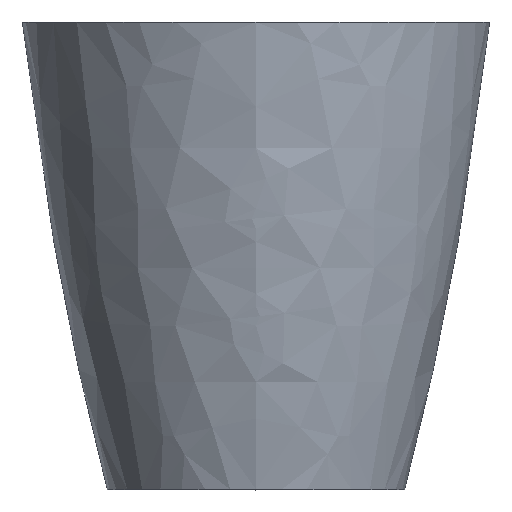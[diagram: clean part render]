
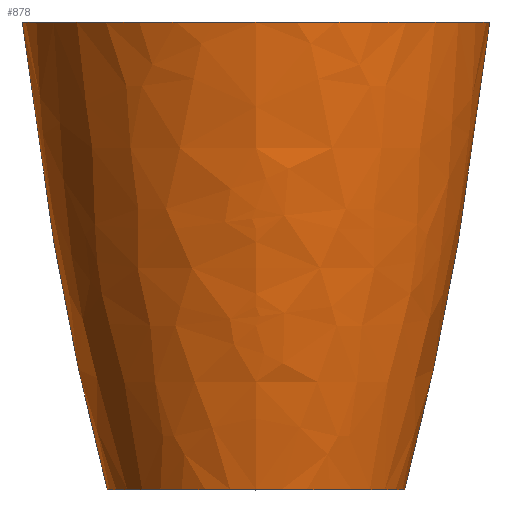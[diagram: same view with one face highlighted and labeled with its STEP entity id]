
A CAD part, top view. The second image highlights one B-rep face of the part: STEP entity #878.
In plain terms, the highlighted free-form (B-spline) face has degree [2, 3] with [3, 4] control points.
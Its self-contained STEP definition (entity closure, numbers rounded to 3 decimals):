
#49 = CARTESIAN_POINT ( 'NONE',  ( 0., -440., 0. ) ) ;
#418 = CARTESIAN_POINT ( 'NONE',  ( -220., 0., 0. ) ) ;
#427 = CARTESIAN_POINT ( 'NONE',  ( -140., -440., 0. ) ) ;
#878 = ADVANCED_FACE ( 'NONE', ( #8966 ), #2246, .F. ) ;
#995 = ORIENTED_EDGE ( 'NONE', *, *, #2403, .T. ) ;
#1106 = CARTESIAN_POINT ( 'NONE',  ( 191.867, -243.198, 383.734 ) ) ;
#1165 = CARTESIAN_POINT ( 'NONE',  ( 220., 0., 0. ) ) ;
#1193 = AXIS2_PLACEMENT_3D ( 'NONE', #49, #5977, #7687 ) ;
#1212 = VERTEX_POINT ( 'NONE', #10322 ) ;
#2246 =( BOUNDED_SURFACE ( )  B_SPLINE_SURFACE ( 2, 3, ( 
 ( #1165, #4746, #2879, #418 ),
 ( #8908, #1106, #6402, #7363 ),
 ( #9864, #5553, #9022, #6348 ) ),
 .UNSPECIFIED., .F., .F., .T. ) 
 B_SPLINE_SURFACE_WITH_KNOTS ( ( 3, 3 ),
 ( 4, 4 ),
 ( 0., 1. ),
 ( 0., 1. ),
 .UNSPECIFIED. ) 
 GEOMETRIC_REPRESENTATION_ITEM ( )  RATIONAL_B_SPLINE_SURFACE ( (
 ( 1., 0.333, 0.333, 1.),
 ( 1., 0.333, 0.333, 1.),
 ( 1., 0.333, 0.333, 1.) ) ) 
 REPRESENTATION_ITEM ( '' )  SURFACE ( )  );
#2403 = EDGE_CURVE ( 'NONE', #3549, #4001, #7711, .T. ) ;
#2486 = CARTESIAN_POINT ( 'NONE',  ( -220., 0., 0. ) ) ;
#2506 = AXIS2_PLACEMENT_3D ( 'NONE', #10995, #6528, #6424 ) ;
#2688 = CARTESIAN_POINT ( 'NONE',  ( 220., 0., 0. ) ) ;
#2746 = CARTESIAN_POINT ( 'NONE',  ( 191.867, -243.198, 0. ) ) ;
#2879 = CARTESIAN_POINT ( 'NONE',  ( -220., 0., 440. ) ) ;
#3181 = VERTEX_POINT ( 'NONE', #3603 ) ;
#3549 = VERTEX_POINT ( 'NONE', #6086 ) ;
#3603 = CARTESIAN_POINT ( 'NONE',  ( 220., 0., 0. ) ) ;
#4001 = VERTEX_POINT ( 'NONE', #427 ) ;
#4205 = ORIENTED_EDGE ( 'NONE', *, *, #7987, .T. ) ;
#4461 = CIRCLE ( 'NONE', #1193, 140. ) ;
#4746 = CARTESIAN_POINT ( 'NONE',  ( 220., 0., 440. ) ) ;
#5479 = ORIENTED_EDGE ( 'NONE', *, *, #9490, .F. ) ;
#5553 = CARTESIAN_POINT ( 'NONE',  ( 140., -440., 280. ) ) ;
#5977 = DIRECTION ( 'NONE',  ( 0., -1., 0. ) ) ;
#6086 = CARTESIAN_POINT ( 'NONE',  ( -220., 0., 0. ) ) ;
#6162 = ORIENTED_EDGE ( 'NONE', *, *, #9105, .F. ) ;
#6348 = CARTESIAN_POINT ( 'NONE',  ( -140., -440., 0. ) ) ;
#6402 = CARTESIAN_POINT ( 'NONE',  ( -191.867, -243.198, 383.734 ) ) ;
#6424 = DIRECTION ( 'NONE',  ( 0., 0., -1. ) ) ;
#6528 = DIRECTION ( 'NONE',  ( 0., -1., 0. ) ) ;
#6969 = B_SPLINE_CURVE_WITH_KNOTS ( 'NONE', 2,
 ( #2688, #2746, #11144 ),
 .UNSPECIFIED., .F., .F.,
 ( 3, 3 ),
 ( 0., 1. ),
 .UNSPECIFIED. ) ;
#7363 = CARTESIAN_POINT ( 'NONE',  ( -191.867, -243.198, 0. ) ) ;
#7379 = EDGE_LOOP ( 'NONE', ( #6162, #4205, #995, #5479 ) ) ;
#7412 = CIRCLE ( 'NONE', #2506, 220. ) ;
#7687 = DIRECTION ( 'NONE',  ( 0., 0., -1. ) ) ;
#7711 = B_SPLINE_CURVE_WITH_KNOTS ( 'NONE', 2,
 ( #2486, #9590, #10362 ),
 .UNSPECIFIED., .F., .F.,
 ( 3, 3 ),
 ( 0., 1. ),
 .UNSPECIFIED. ) ;
#7987 = EDGE_CURVE ( 'NONE', #3181, #3549, #7412, .T. ) ;
#8908 = CARTESIAN_POINT ( 'NONE',  ( 191.867, -243.198, 0. ) ) ;
#8966 = FACE_OUTER_BOUND ( 'NONE', #7379, .T. ) ;
#9022 = CARTESIAN_POINT ( 'NONE',  ( -140., -440., 280. ) ) ;
#9105 = EDGE_CURVE ( 'NONE', #3181, #1212, #6969, .T. ) ;
#9490 = EDGE_CURVE ( 'NONE', #1212, #4001, #4461, .T. ) ;
#9590 = CARTESIAN_POINT ( 'NONE',  ( -191.867, -243.198, 0. ) ) ;
#9864 = CARTESIAN_POINT ( 'NONE',  ( 140., -440., 0. ) ) ;
#10322 = CARTESIAN_POINT ( 'NONE',  ( 140., -440., 0. ) ) ;
#10362 = CARTESIAN_POINT ( 'NONE',  ( -140., -440., 0. ) ) ;
#10995 = CARTESIAN_POINT ( 'NONE',  ( 0., 0., 0. ) ) ;
#11144 = CARTESIAN_POINT ( 'NONE',  ( 140., -440., 0. ) ) ;
